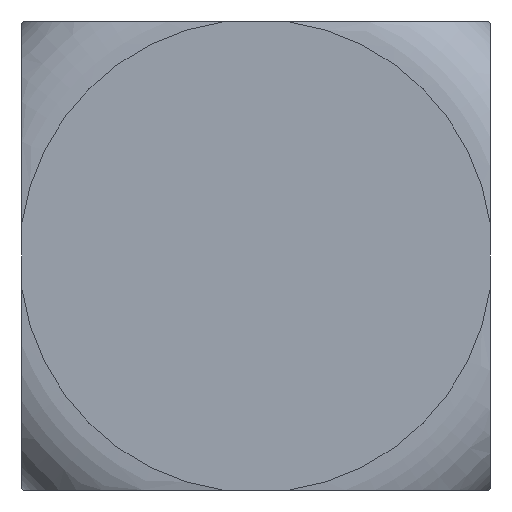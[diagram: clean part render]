
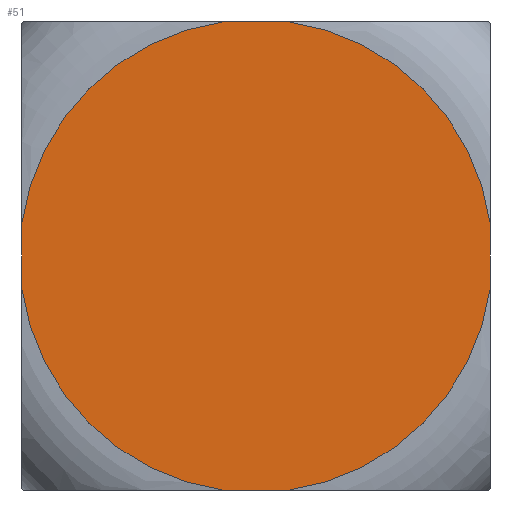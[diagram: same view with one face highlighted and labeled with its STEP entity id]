
A CAD part, left-side view. The second image highlights one B-rep face of the part: STEP entity #51.
In plain terms, the highlighted planar face has unit normal (-1, 0, 0).
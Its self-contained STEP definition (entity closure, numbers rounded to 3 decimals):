
#51 = ADVANCED_FACE( '', ( #117 ), #118, .F. );
#117 = FACE_OUTER_BOUND( '', #198, .T. );
#118 = PLANE( '', #199 );
#198 = EDGE_LOOP( '', ( #283, #284, #285, #286, #287, #288, #289, #290 ) );
#199 = AXIS2_PLACEMENT_3D( '', #291, #292, #293 );
#283 = ORIENTED_EDGE( '', *, *, #471, .F. );
#284 = ORIENTED_EDGE( '', *, *, #472, .F. );
#285 = ORIENTED_EDGE( '', *, *, #473, .F. );
#286 = ORIENTED_EDGE( '', *, *, #474, .F. );
#287 = ORIENTED_EDGE( '', *, *, #469, .F. );
#288 = ORIENTED_EDGE( '', *, *, #475, .F. );
#289 = ORIENTED_EDGE( '', *, *, #476, .F. );
#290 = ORIENTED_EDGE( '', *, *, #477, .F. );
#291 = CARTESIAN_POINT( '', ( 0., 0., 0. ) );
#292 = DIRECTION( '', ( 1., 0., 0. ) );
#293 = DIRECTION( '', ( 0., 0., -1. ) );
#469 = EDGE_CURVE( '', #550, #539, #552, .T. );
#471 = EDGE_CURVE( '', #554, #555, #556, .T. );
#472 = EDGE_CURVE( '', #557, #554, #558, .T. );
#473 = EDGE_CURVE( '', #559, #557, #560, .T. );
#474 = EDGE_CURVE( '', #539, #559, #561, .T. );
#475 = EDGE_CURVE( '', #562, #550, #563, .T. );
#476 = EDGE_CURVE( '', #564, #562, #565, .T. );
#477 = EDGE_CURVE( '', #555, #564, #566, .T. );
#539 = VERTEX_POINT( '', #648 );
#550 = VERTEX_POINT( '', #692 );
#552 = LINE( '', #719, #720 );
#554 = VERTEX_POINT( '', #722 );
#555 = VERTEX_POINT( '', #723 );
#556 = LINE( '', #724, #725 );
#557 = VERTEX_POINT( '', #726 );
#558 = CIRCLE( '', #727, 20.2 );
#559 = VERTEX_POINT( '', #728 );
#560 = LINE( '', #729, #730 );
#561 = CIRCLE( '', #731, 20.2 );
#562 = VERTEX_POINT( '', #732 );
#563 = CIRCLE( '', #733, 20.2 );
#564 = VERTEX_POINT( '', #734 );
#565 = LINE( '', #735, #736 );
#566 = CIRCLE( '', #737, 20.2 );
#648 = CARTESIAN_POINT( '', ( 0., -20., -2.835 ) );
#692 = CARTESIAN_POINT( '', ( 0., -20., 2.835 ) );
#719 = CARTESIAN_POINT( '', ( 0., -20., 20. ) );
#720 = VECTOR( '', #997, 1000. );
#722 = CARTESIAN_POINT( '', ( 0., 20., -2.835 ) );
#723 = CARTESIAN_POINT( '', ( 0., 20., 2.835 ) );
#724 = CARTESIAN_POINT( '', ( 0., 20., -20. ) );
#725 = VECTOR( '', #998, 1000. );
#726 = CARTESIAN_POINT( '', ( 0., 2.835, -20. ) );
#727 = AXIS2_PLACEMENT_3D( '', #999, #1000, #1001 );
#728 = CARTESIAN_POINT( '', ( 0., -2.835, -20. ) );
#729 = CARTESIAN_POINT( '', ( 0., -20., -20. ) );
#730 = VECTOR( '', #1002, 1000. );
#731 = AXIS2_PLACEMENT_3D( '', #1003, #1004, #1005 );
#732 = CARTESIAN_POINT( '', ( 0., -2.835, 20. ) );
#733 = AXIS2_PLACEMENT_3D( '', #1006, #1007, #1008 );
#734 = CARTESIAN_POINT( '', ( 0., 2.835, 20. ) );
#735 = CARTESIAN_POINT( '', ( 0., 20., 20. ) );
#736 = VECTOR( '', #1009, 1000. );
#737 = AXIS2_PLACEMENT_3D( '', #1010, #1011, #1012 );
#997 = DIRECTION( '', ( 0., 0., -1. ) );
#998 = DIRECTION( '', ( 0., 0., 1. ) );
#999 = CARTESIAN_POINT( '', ( 0., 0., 0. ) );
#1000 = DIRECTION( '', ( 1., 0., 0. ) );
#1001 = DIRECTION( '', ( 0., 0., -1. ) );
#1002 = DIRECTION( '', ( 0., 1., 0. ) );
#1003 = CARTESIAN_POINT( '', ( 0., 0., 0. ) );
#1004 = DIRECTION( '', ( 1., 0., 0. ) );
#1005 = DIRECTION( '', ( 0., 0., -1. ) );
#1006 = CARTESIAN_POINT( '', ( 0., 0., 0. ) );
#1007 = DIRECTION( '', ( 1., 0., 0. ) );
#1008 = DIRECTION( '', ( 0., 0., -1. ) );
#1009 = DIRECTION( '', ( 0., -1., 0. ) );
#1010 = CARTESIAN_POINT( '', ( 0., 0., 0. ) );
#1011 = DIRECTION( '', ( 1., 0., 0. ) );
#1012 = DIRECTION( '', ( 0., 0., -1. ) );
